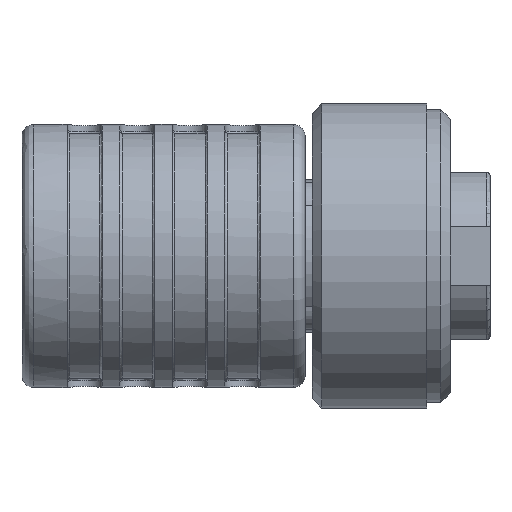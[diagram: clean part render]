
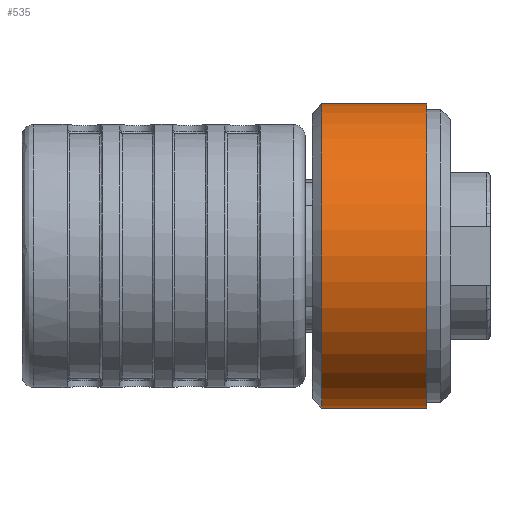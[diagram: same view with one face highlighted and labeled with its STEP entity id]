
A CAD part, front view. The second image highlights one B-rep face of the part: STEP entity #535.
In plain terms, the highlighted cylindrical face has radius 13 mm (diameter 26 mm), a full revolution.
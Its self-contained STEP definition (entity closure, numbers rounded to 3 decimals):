
#157=CYLINDRICAL_SURFACE('',#2832,13.);
#535=ADVANCED_FACE('',(#917,#918),#157,.T.);
#917=FACE_BOUND('',#1191,.T.);
#918=FACE_BOUND('',#1192,.T.);
#1191=EDGE_LOOP('',(#1826));
#1192=EDGE_LOOP('',(#1827));
#1826=ORIENTED_EDGE('',*,*,#2397,.T.);
#1827=ORIENTED_EDGE('',*,*,#2398,.F.);
#2075=VERTEX_POINT('',#7351);
#2076=VERTEX_POINT('',#7354);
#2397=EDGE_CURVE('',#2075,#2075,#2542,.T.);
#2398=EDGE_CURVE('',#2076,#2076,#2543,.T.);
#2542=CIRCLE('',#2829,13.);
#2543=CIRCLE('',#2831,13.);
#2829=AXIS2_PLACEMENT_3D('',#7350,#3487,#3488);
#2831=AXIS2_PLACEMENT_3D('',#7353,#3491,#3492);
#2832=AXIS2_PLACEMENT_3D('',#7355,#3493,#3494);
#3487=DIRECTION('',(-1.,0.,0.));
#3488=DIRECTION('',(0.,-1.,0.));
#3491=DIRECTION('',(-1.,0.,0.));
#3492=DIRECTION('',(0.,-1.,0.));
#3493=DIRECTION('',(-1.,0.,0.));
#3494=DIRECTION('',(0.,-1.,0.));
#7350=CARTESIAN_POINT('',(12.853,-137.,-9.648));
#7351=CARTESIAN_POINT('',(12.853,-150.,-9.648));
#7353=CARTESIAN_POINT('',(3.853,-137.,-9.648));
#7354=CARTESIAN_POINT('',(3.853,-150.,-9.648));
#7355=CARTESIAN_POINT('',(3.053,-137.,-9.648));
